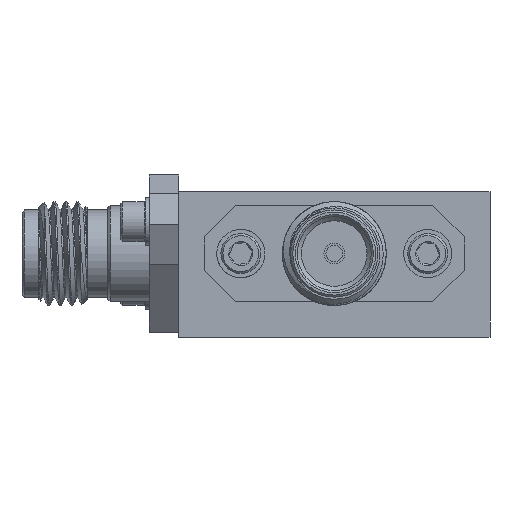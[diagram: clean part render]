
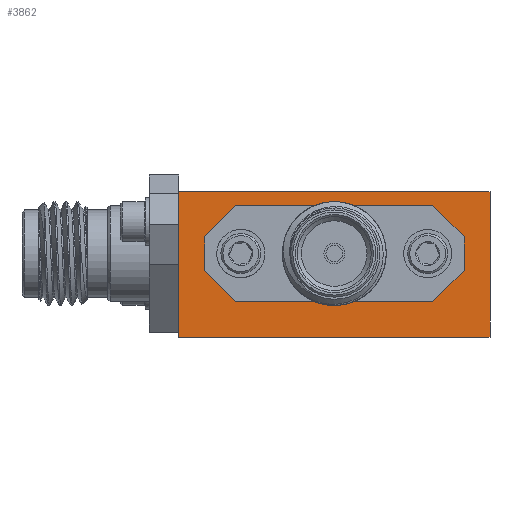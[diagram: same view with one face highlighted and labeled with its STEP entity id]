
A CAD part, front view. The second image highlights one B-rep face of the part: STEP entity #3862.
In plain terms, the highlighted planar face has unit normal (0, -1, 0).
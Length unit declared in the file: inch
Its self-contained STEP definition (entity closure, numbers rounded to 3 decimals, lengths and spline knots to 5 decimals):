
#175 = ORIENTED_EDGE ( 'NONE', *, *, #10818, .T. ) ;
#251 = ORIENTED_EDGE ( 'NONE', *, *, #2917, .T. ) ;
#979 = CARTESIAN_POINT ( 'NONE',  ( -0.375, -0.32, -0.175 ) ) ;
#1104 = CARTESIAN_POINT ( 'NONE',  ( 0.2375, -0.32, -0.089 ) ) ;
#1342 = ORIENTED_EDGE ( 'NONE', *, *, #11970, .F. ) ;
#1483 = VECTOR ( 'NONE', #1911, 39.37008 ) ;
#1632 = ORIENTED_EDGE ( 'NONE', *, *, #15744, .F. ) ;
#1665 = DIRECTION ( 'NONE',  ( 0., 0., -1. ) ) ;
#1777 = ORIENTED_EDGE ( 'NONE', *, *, #4754, .F. ) ;
#1785 = CARTESIAN_POINT ( 'NONE',  ( 0.17625, -0.32, 0.20225 ) ) ;
#1911 = DIRECTION ( 'NONE',  ( 0.707, 0., -0.707 ) ) ;
#1982 = VERTEX_POINT ( 'NONE', #3770 ) ;
#2397 = CARTESIAN_POINT ( 'NONE',  ( 0.3125, -0.32, 0.141 ) ) ;
#2493 = CARTESIAN_POINT ( 'NONE',  ( -0.375, -0.32, 0.175 ) ) ;
#2521 = VERTEX_POINT ( 'NONE', #14117 ) ;
#2551 = VECTOR ( 'NONE', #16472, 39.37008 ) ;
#2917 = EDGE_CURVE ( 'NONE', #4164, #6066, #12137, .T. ) ;
#3018 = VECTOR ( 'NONE', #3934, 39.37008 ) ;
#3591 = ORIENTED_EDGE ( 'NONE', *, *, #16729, .T. ) ;
#3770 = CARTESIAN_POINT ( 'NONE',  ( 0.375, -0.32, 0.175 ) ) ;
#3862 = ADVANCED_FACE ( 'NONE', ( #7460, #5672 ), #11863, .F. ) ;
#3934 = DIRECTION ( 'NONE',  ( 1., 0., 0. ) ) ;
#4115 = CARTESIAN_POINT ( 'NONE',  ( 0.3125, -0.32, 0.141 ) ) ;
#4164 = VERTEX_POINT ( 'NONE', #8854 ) ;
#4309 = VECTOR ( 'NONE', #1665, 39.37008 ) ;
#4357 = CARTESIAN_POINT ( 'NONE',  ( -0.3125, -0.32, 0.141 ) ) ;
#4408 = LINE ( 'NONE', #8185, #7985 ) ;
#4500 = DIRECTION ( 'NONE',  ( -0.707, 0., 0.707 ) ) ;
#4754 = EDGE_CURVE ( 'NONE', #4164, #14280, #13463, .T. ) ;
#4827 = LINE ( 'NONE', #15819, #15009 ) ;
#4857 = CARTESIAN_POINT ( 'NONE',  ( -0.3125, -0.32, 0.066 ) ) ;
#4873 = VERTEX_POINT ( 'NONE', #14125 ) ;
#5373 = LINE ( 'NONE', #2397, #17498 ) ;
#5672 = FACE_BOUND ( 'NONE', #6988, .T. ) ;
#5952 = CARTESIAN_POINT ( 'NONE',  ( 0.375, -0.32, -0.175 ) ) ;
#6066 = VERTEX_POINT ( 'NONE', #1104 ) ;
#6084 = EDGE_CURVE ( 'NONE', #15383, #9673, #16030, .T. ) ;
#6266 = DIRECTION ( 'NONE',  ( 0., 1., 0. ) ) ;
#6567 = LINE ( 'NONE', #2493, #12291 ) ;
#6986 = DIRECTION ( 'NONE',  ( 0., 0., 1. ) ) ;
#6988 = EDGE_LOOP ( 'NONE', ( #1632, #3591, #1777, #251, #10089, #175, #7495, #15548 ) ) ;
#7460 = FACE_OUTER_BOUND ( 'NONE', #16303, .T. ) ;
#7472 = LINE ( 'NONE', #1785, #1483 ) ;
#7495 = ORIENTED_EDGE ( 'NONE', *, *, #8641, .F. ) ;
#7660 = LINE ( 'NONE', #16343, #2551 ) ;
#7834 = CARTESIAN_POINT ( 'NONE',  ( 0.3125, -0.32, 0.066 ) ) ;
#7985 = VECTOR ( 'NONE', #16699, 39.37008 ) ;
#8111 = LINE ( 'NONE', #4357, #4309 ) ;
#8185 = CARTESIAN_POINT ( 'NONE',  ( -0.17625, -0.32, 0.20225 ) ) ;
#8288 = EDGE_CURVE ( 'NONE', #1982, #9673, #7660, .T. ) ;
#8357 = DIRECTION ( 'NONE',  ( -0.707, 0., -0.707 ) ) ;
#8641 = EDGE_CURVE ( 'NONE', #9037, #2521, #8111, .T. ) ;
#8683 = DIRECTION ( 'NONE',  ( 1., 0., 0. ) ) ;
#8689 = ORIENTED_EDGE ( 'NONE', *, *, #8288, .F. ) ;
#8854 = CARTESIAN_POINT ( 'NONE',  ( 0.3125, -0.32, -0.014 ) ) ;
#9037 = VERTEX_POINT ( 'NONE', #4857 ) ;
#9524 = ORIENTED_EDGE ( 'NONE', *, *, #6084, .T. ) ;
#9673 = VERTEX_POINT ( 'NONE', #5952 ) ;
#9694 = DIRECTION ( 'NONE',  ( -1., 0., 0. ) ) ;
#9751 = VECTOR ( 'NONE', #6986, 39.37008 ) ;
#10006 = VECTOR ( 'NONE', #4500, 39.37008 ) ;
#10089 = ORIENTED_EDGE ( 'NONE', *, *, #18155, .F. ) ;
#10197 = VECTOR ( 'NONE', #8683, 39.37008 ) ;
#10818 = EDGE_CURVE ( 'NONE', #14257, #2521, #17473, .T. ) ;
#11475 = VECTOR ( 'NONE', #8357, 39.37008 ) ;
#11535 = CARTESIAN_POINT ( 'NONE',  ( -0.2375, -0.32, 0.141 ) ) ;
#11721 = DIRECTION ( 'NONE',  ( 1., 0., 0. ) ) ;
#11839 = VERTEX_POINT ( 'NONE', #11535 ) ;
#11863 = PLANE ( 'NONE',  #13666 ) ;
#11970 = EDGE_CURVE ( 'NONE', #15884, #1982, #13935, .T. ) ;
#12115 = CARTESIAN_POINT ( 'NONE',  ( -0.2375, -0.32, -0.089 ) ) ;
#12137 = LINE ( 'NONE', #14011, #11475 ) ;
#12291 = VECTOR ( 'NONE', #12294, 39.37008 ) ;
#12294 = DIRECTION ( 'NONE',  ( 0., 0., -1. ) ) ;
#13418 = EDGE_CURVE ( 'NONE', #9037, #11839, #4408, .T. ) ;
#13463 = LINE ( 'NONE', #4115, #9751 ) ;
#13666 = AXIS2_PLACEMENT_3D ( 'NONE', #14685, #6266, #15002 ) ;
#13935 = LINE ( 'NONE', #14210, #10197 ) ;
#14011 = CARTESIAN_POINT ( 'NONE',  ( 0.17625, -0.32, -0.15025 ) ) ;
#14117 = CARTESIAN_POINT ( 'NONE',  ( -0.3125, -0.32, -0.014 ) ) ;
#14125 = CARTESIAN_POINT ( 'NONE',  ( 0.2375, -0.32, 0.141 ) ) ;
#14164 = CARTESIAN_POINT ( 'NONE',  ( -0.17625, -0.32, -0.15025 ) ) ;
#14210 = CARTESIAN_POINT ( 'NONE',  ( -0.375, -0.32, 0.175 ) ) ;
#14257 = VERTEX_POINT ( 'NONE', #12115 ) ;
#14280 = VERTEX_POINT ( 'NONE', #7834 ) ;
#14474 = EDGE_CURVE ( 'NONE', #15884, #15383, #6567, .T. ) ;
#14685 = CARTESIAN_POINT ( 'NONE',  ( -0.375, -0.32, 0.175 ) ) ;
#15002 = DIRECTION ( 'NONE',  ( 0., 0., 1. ) ) ;
#15009 = VECTOR ( 'NONE', #11721, 39.37008 ) ;
#15278 = CARTESIAN_POINT ( 'NONE',  ( -0.375, -0.32, -0.175 ) ) ;
#15383 = VERTEX_POINT ( 'NONE', #15278 ) ;
#15398 = CARTESIAN_POINT ( 'NONE',  ( -0.375, -0.32, 0.175 ) ) ;
#15548 = ORIENTED_EDGE ( 'NONE', *, *, #13418, .T. ) ;
#15744 = EDGE_CURVE ( 'NONE', #4873, #11839, #5373, .T. ) ;
#15819 = CARTESIAN_POINT ( 'NONE',  ( 0.3125, -0.32, -0.089 ) ) ;
#15884 = VERTEX_POINT ( 'NONE', #15398 ) ;
#16030 = LINE ( 'NONE', #979, #3018 ) ;
#16303 = EDGE_LOOP ( 'NONE', ( #9524, #8689, #1342, #16744 ) ) ;
#16343 = CARTESIAN_POINT ( 'NONE',  ( 0.375, -0.32, 0.175 ) ) ;
#16472 = DIRECTION ( 'NONE',  ( 0., 0., -1. ) ) ;
#16699 = DIRECTION ( 'NONE',  ( 0.707, 0., 0.707 ) ) ;
#16729 = EDGE_CURVE ( 'NONE', #4873, #14280, #7472, .T. ) ;
#16744 = ORIENTED_EDGE ( 'NONE', *, *, #14474, .T. ) ;
#17473 = LINE ( 'NONE', #14164, #10006 ) ;
#17498 = VECTOR ( 'NONE', #9694, 39.37008 ) ;
#18155 = EDGE_CURVE ( 'NONE', #14257, #6066, #4827, .T. ) ;
